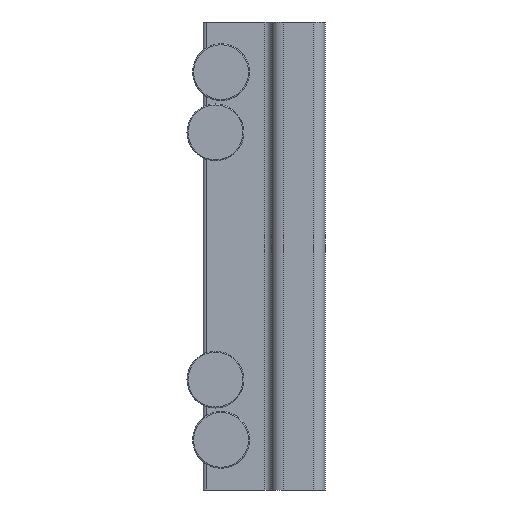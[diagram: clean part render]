
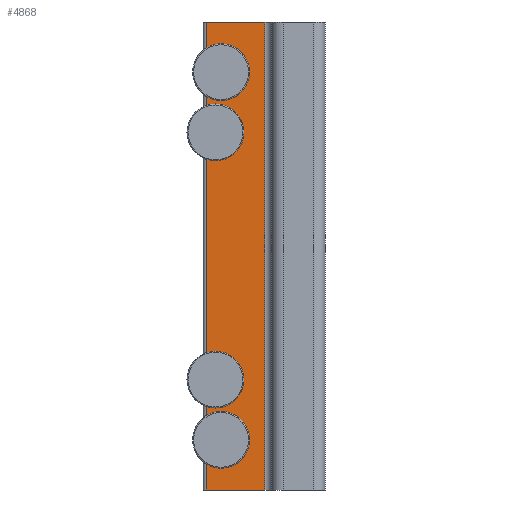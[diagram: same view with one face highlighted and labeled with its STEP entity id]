
A CAD part, left-side view. The second image highlights one B-rep face of the part: STEP entity #4868.
In plain terms, the highlighted planar face has unit normal (-1, 0, 0).
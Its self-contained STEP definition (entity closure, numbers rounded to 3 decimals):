
#542=CARTESIAN_POINT('',(-5.,35.5,-40.6));
#543=VERTEX_POINT('',#542);
#544=CARTESIAN_POINT('',(-5.,35.5,-33.4));
#545=VERTEX_POINT('',#544);
#553=CARTESIAN_POINT('',(-5.,32.8,-37.));
#554=DIRECTION('',(1.0,0.0,0.0));
#555=DIRECTION('',(0.0,1.0,0.0));
#556=AXIS2_PLACEMENT_3D('',#553,#554,#555);
#557=CIRCLE('',#556,4.5);
#558=EDGE_CURVE('',#545,#543,#557,.T.);
#1528=CARTESIAN_POINT('',(-5.,35.5,33.4));
#1529=VERTEX_POINT('',#1528);
#1530=CARTESIAN_POINT('',(-5.,35.5,40.6));
#1531=VERTEX_POINT('',#1530);
#1539=CARTESIAN_POINT('',(-5.,32.8,37.0));
#1540=DIRECTION('',(1.0,0.0,0.0));
#1541=DIRECTION('',(0.0,1.0,0.0));
#1542=AXIS2_PLACEMENT_3D('',#1539,#1540,#1541);
#1543=CIRCLE('',#1542,4.5);
#1544=EDGE_CURVE('',#1531,#1529,#1543,.T.);
#2514=CARTESIAN_POINT('',(-5.,35.5,-55.943));
#2515=VERTEX_POINT('',#2514);
#2516=CARTESIAN_POINT('',(-5.,35.5,-54.057));
#2517=VERTEX_POINT('',#2516);
#2525=CARTESIAN_POINT('',(-5.,31.1,-55.0));
#2526=DIRECTION('',(1.0,0.0,0.0));
#2527=DIRECTION('',(0.0,1.0,0.0));
#2528=AXIS2_PLACEMENT_3D('',#2525,#2526,#2527);
#2529=CIRCLE('',#2528,4.5);
#2530=EDGE_CURVE('',#2517,#2515,#2529,.T.);
#3500=CARTESIAN_POINT('',(-5.,35.5,54.057));
#3501=VERTEX_POINT('',#3500);
#3502=CARTESIAN_POINT('',(-5.,35.5,55.943));
#3503=VERTEX_POINT('',#3502);
#3511=CARTESIAN_POINT('',(-5.,31.1,55.0));
#3512=DIRECTION('',(1.0,0.0,0.0));
#3513=DIRECTION('',(0.0,1.0,0.0));
#3514=AXIS2_PLACEMENT_3D('',#3511,#3512,#3513);
#3515=CIRCLE('',#3514,4.5);
#3516=EDGE_CURVE('',#3503,#3501,#3515,.T.);
#4255=CARTESIAN_POINT('',(-5.0,35.5,70.0));
#4256=VERTEX_POINT('',#4255);
#4264=CARTESIAN_POINT('',(-5.0,18.0,70.0));
#4265=VERTEX_POINT('',#4264);
#4266=CARTESIAN_POINT('',(-5.0,18.0,70.0));
#4267=DIRECTION('',(0.0,1.0,0.0));
#4268=VECTOR('',#4267,17.5);
#4269=LINE('',#4266,#4268);
#4270=EDGE_CURVE('',#4265,#4256,#4269,.T.);
#4402=CARTESIAN_POINT('',(-5.0,18.0,-70.0));
#4403=VERTEX_POINT('',#4402);
#4411=CARTESIAN_POINT('',(-5.0,35.5,-70.0));
#4412=VERTEX_POINT('',#4411);
#4413=CARTESIAN_POINT('',(-5.0,35.5,-70.0));
#4414=DIRECTION('',(0.0,-1.0,0.0));
#4415=VECTOR('',#4414,17.5);
#4416=LINE('',#4413,#4415);
#4417=EDGE_CURVE('',#4412,#4403,#4416,.T.);
#4765=CARTESIAN_POINT('',(-5.0,18.0,70.0));
#4766=DIRECTION('',(0.0,0.0,-1.0));
#4767=VECTOR('',#4766,140.0);
#4768=LINE('',#4765,#4767);
#4769=EDGE_CURVE('',#4265,#4403,#4768,.T.);
#4812=CARTESIAN_POINT('',(-5.0,35.5,-70.0));
#4813=DIRECTION('',(0.0,0.0,1.0));
#4814=VECTOR('',#4813,14.057);
#4815=LINE('',#4812,#4814);
#4816=EDGE_CURVE('',#4412,#2515,#4815,.T.);
#4819=CARTESIAN_POINT('',(-5.,35.5,-54.057));
#4820=DIRECTION('',(0.0,0.0,1.0));
#4821=VECTOR('',#4820,13.457);
#4822=LINE('',#4819,#4821);
#4823=EDGE_CURVE('',#2517,#543,#4822,.T.);
#4826=CARTESIAN_POINT('',(-5.,35.5,-33.4));
#4827=DIRECTION('',(0.0,0.0,1.0));
#4828=VECTOR('',#4827,66.8);
#4829=LINE('',#4826,#4828);
#4830=EDGE_CURVE('',#545,#1529,#4829,.T.);
#4833=CARTESIAN_POINT('',(-5.,35.5,40.6));
#4834=DIRECTION('',(0.0,0.0,1.0));
#4835=VECTOR('',#4834,13.457);
#4836=LINE('',#4833,#4835);
#4837=EDGE_CURVE('',#1531,#3501,#4836,.T.);
#4840=CARTESIAN_POINT('',(-5.,35.5,55.943));
#4841=DIRECTION('',(0.0,0.0,1.0));
#4842=VECTOR('',#4841,14.057);
#4843=LINE('',#4840,#4842);
#4844=EDGE_CURVE('',#3503,#4256,#4843,.T.);
#4849=CARTESIAN_POINT('',(-5.0,16.0,0.0));
#4850=DIRECTION('',(-1.0,0.0,0.0));
#4851=DIRECTION('',(0.0,0.0,1.0));
#4852=AXIS2_PLACEMENT_3D('',#4849,#4850,#4851);
#4853=PLANE('',#4852);
#4854=ORIENTED_EDGE('',*,*,#558,.T.);
#4855=ORIENTED_EDGE('',*,*,#4823,.F.);
#4856=ORIENTED_EDGE('',*,*,#2530,.T.);
#4857=ORIENTED_EDGE('',*,*,#4816,.F.);
#4858=ORIENTED_EDGE('',*,*,#4417,.T.);
#4859=ORIENTED_EDGE('',*,*,#4769,.F.);
#4860=ORIENTED_EDGE('',*,*,#4270,.T.);
#4861=ORIENTED_EDGE('',*,*,#4844,.F.);
#4862=ORIENTED_EDGE('',*,*,#3516,.T.);
#4863=ORIENTED_EDGE('',*,*,#4837,.F.);
#4864=ORIENTED_EDGE('',*,*,#1544,.T.);
#4865=ORIENTED_EDGE('',*,*,#4830,.F.);
#4866=EDGE_LOOP('',(#4854,#4855,#4856,#4857,#4858,#4859,#4860,#4861,#4862,#4863,#4864,#4865));
#4867=FACE_OUTER_BOUND('',#4866,.T.);
#4868=ADVANCED_FACE('',(#4867),#4853,.T.);
